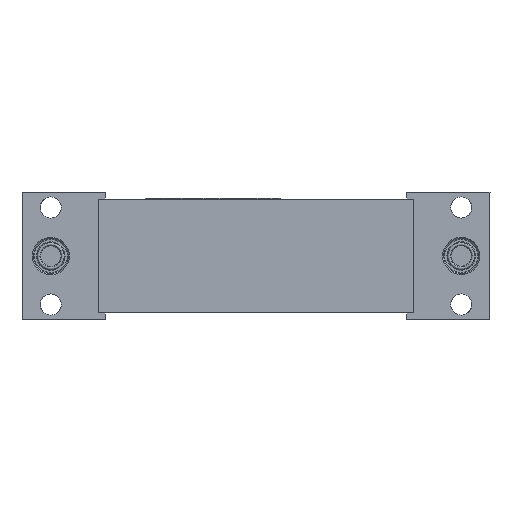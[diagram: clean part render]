
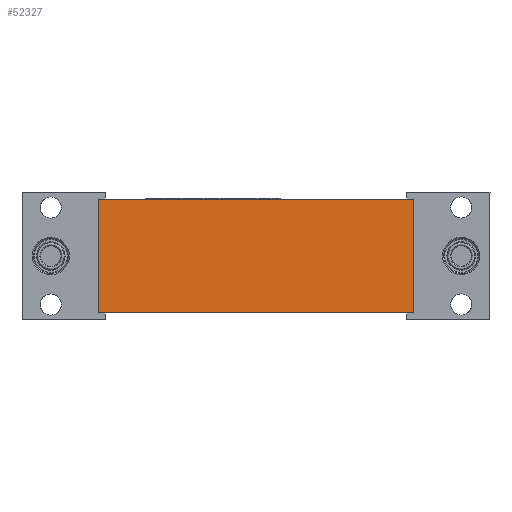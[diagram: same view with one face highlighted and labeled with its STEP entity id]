
A CAD part, front view. The second image highlights one B-rep face of the part: STEP entity #52327.
In plain terms, the highlighted planar face has unit normal (0, -1, 0).
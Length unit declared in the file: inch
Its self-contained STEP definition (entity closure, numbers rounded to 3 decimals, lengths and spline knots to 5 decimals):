
#2103 = CARTESIAN_POINT ( 'NONE',  ( -0.37853, -0.92225, -0.5 ) ) ;
#4729 = EDGE_CURVE ( 'NONE', #51141, #10223, #29480, .T. ) ;
#6630 = ORIENTED_EDGE ( 'NONE', *, *, #67740, .F. ) ;
#8048 = VERTEX_POINT ( 'NONE', #2103 ) ;
#10223 = VERTEX_POINT ( 'NONE', #83255 ) ;
#11983 = VECTOR ( 'NONE', #16514, 39.37008 ) ;
#14361 = CARTESIAN_POINT ( 'NONE',  ( -0.37853, -0.92225, 0.5 ) ) ;
#16514 = DIRECTION ( 'NONE',  ( 1., 0., 0. ) ) ;
#17158 = DIRECTION ( 'NONE',  ( 0., 1., 0. ) ) ;
#18532 = EDGE_CURVE ( 'NONE', #10223, #8048, #33174, .T. ) ;
#19689 = VERTEX_POINT ( 'NONE', #14361 ) ;
#28076 = DIRECTION ( 'NONE',  ( -1., 0., 0. ) ) ;
#29480 = LINE ( 'NONE', #81527, #66215 ) ;
#29982 = ORIENTED_EDGE ( 'NONE', *, *, #18532, .F. ) ;
#33174 = LINE ( 'NONE', #67097, #38056 ) ;
#38056 = VECTOR ( 'NONE', #28076, 39.37008 ) ;
#41619 = CARTESIAN_POINT ( 'NONE',  ( 2.40864, -0.92225, 0.5 ) ) ;
#45430 = VECTOR ( 'NONE', #74074, 39.37008 ) ;
#51141 = VERTEX_POINT ( 'NONE', #41619 ) ;
#52327 = ADVANCED_FACE ( 'NONE', ( #55227 ), #54865, .F. ) ;
#54865 = PLANE ( 'NONE',  #61538 ) ;
#55227 = FACE_OUTER_BOUND ( 'NONE', #86821, .T. ) ;
#61538 = AXIS2_PLACEMENT_3D ( 'NONE', #64089, #17158, #71925 ) ;
#61769 = EDGE_CURVE ( 'NONE', #8048, #19689, #89609, .T. ) ;
#63442 = CARTESIAN_POINT ( 'NONE',  ( 2.40864, -0.92225, 0.5 ) ) ;
#64089 = CARTESIAN_POINT ( 'NONE',  ( 2.32321, -0.92225, -0.5 ) ) ;
#66188 = CARTESIAN_POINT ( 'NONE',  ( -0.37853, -0.92225, 0.47244 ) ) ;
#66215 = VECTOR ( 'NONE', #93063, 39.37008 ) ;
#67097 = CARTESIAN_POINT ( 'NONE',  ( -0.00553, -0.92225, -0.5 ) ) ;
#67740 = EDGE_CURVE ( 'NONE', #19689, #51141, #95329, .T. ) ;
#71925 = DIRECTION ( 'NONE',  ( 1., 0., 0. ) ) ;
#74074 = DIRECTION ( 'NONE',  ( 0., 0., 1. ) ) ;
#81527 = CARTESIAN_POINT ( 'NONE',  ( 2.40864, -0.92225, -0.5 ) ) ;
#83255 = CARTESIAN_POINT ( 'NONE',  ( 2.40864, -0.92225, -0.5 ) ) ;
#86016 = ORIENTED_EDGE ( 'NONE', *, *, #61769, .F. ) ;
#86821 = EDGE_LOOP ( 'NONE', ( #98337, #6630, #86016, #29982 ) ) ;
#89609 = LINE ( 'NONE', #66188, #45430 ) ;
#93063 = DIRECTION ( 'NONE',  ( 0., 0., -1. ) ) ;
#95329 = LINE ( 'NONE', #63442, #11983 ) ;
#98337 = ORIENTED_EDGE ( 'NONE', *, *, #4729, .F. ) ;
